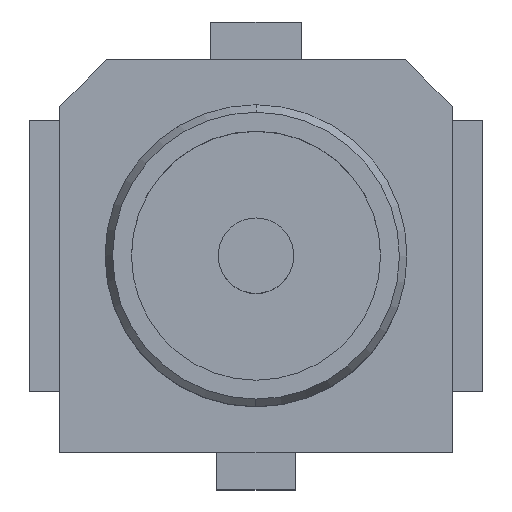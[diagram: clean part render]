
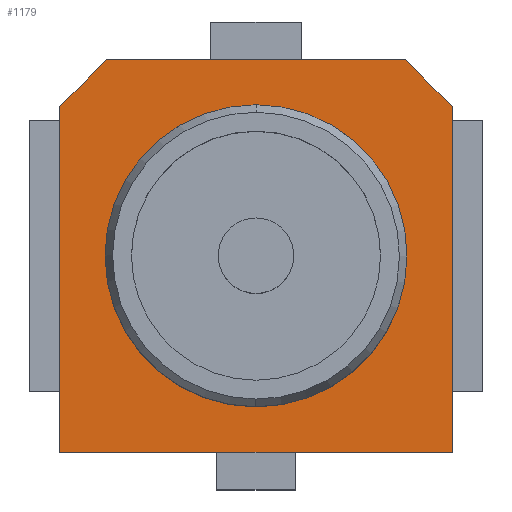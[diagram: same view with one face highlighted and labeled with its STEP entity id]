
A CAD part, top view. The second image highlights one B-rep face of the part: STEP entity #1179.
In plain terms, the highlighted planar face has unit normal (0, 0, 1).
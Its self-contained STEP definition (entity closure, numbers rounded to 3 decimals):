
#68=DIRECTION('',(-1.,0.,0.));
#69=VECTOR('',#68,2.6);
#70=CARTESIAN_POINT('',(1.3,-1.3,-0.9));
#71=LINE('',#70,#69);
#120=DIRECTION('',(0.,1.,0.));
#121=VECTOR('',#120,2.29);
#122=CARTESIAN_POINT('',(-1.3,-1.3,-0.9));
#123=LINE('',#122,#121);
#172=DIRECTION('',(1.,0.,0.));
#173=VECTOR('',#172,1.98);
#174=CARTESIAN_POINT('',(-0.99,1.3,-0.9));
#175=LINE('',#174,#173);
#232=DIRECTION('',(0.,-1.,0.));
#233=VECTOR('',#232,2.29);
#234=CARTESIAN_POINT('',(1.3,0.99,-0.9));
#235=LINE('',#234,#233);
#272=CARTESIAN_POINT('',(0.,0.,-0.9));
#273=DIRECTION('',(0.,0.,-1.));
#274=DIRECTION('',(-0.005,1.,0.));
#275=AXIS2_PLACEMENT_3D('',#272,#273,#274);
#277=CARTESIAN_POINT('',(0.,0.,-0.9));
#278=DIRECTION('',(0.,0.,1.));
#279=DIRECTION('',(-0.005,1.,0.));
#280=AXIS2_PLACEMENT_3D('',#277,#278,#279);
#287=DIRECTION('',(-0.707,-0.707,0.));
#288=VECTOR('',#287,0.438);
#289=CARTESIAN_POINT('',(-0.99,1.3,-0.9));
#290=LINE('',#289,#288);
#291=DIRECTION('',(-0.707,0.707,0.));
#292=VECTOR('',#291,0.438);
#293=CARTESIAN_POINT('',(1.3,0.99,-0.9));
#294=LINE('',#293,#292);
#583=CARTESIAN_POINT('',(1.3,0.99,-0.9));
#585=VERTEX_POINT('',#583);
#587=CARTESIAN_POINT('',(1.3,-1.3,-0.9));
#589=VERTEX_POINT('',#587);
#590=CARTESIAN_POINT('',(0.99,1.3,-0.9));
#591=VERTEX_POINT('',#590);
#592=CARTESIAN_POINT('',(-1.3,-1.3,-0.9));
#593=CARTESIAN_POINT('',(-1.3,0.99,-0.9));
#594=VERTEX_POINT('',#592);
#595=VERTEX_POINT('',#593);
#602=CARTESIAN_POINT('',(-0.99,1.3,-0.9));
#603=VERTEX_POINT('',#602);
#686=CARTESIAN_POINT('',(-0.005,1.,-0.9));
#687=CARTESIAN_POINT('',(0.005,1.,-0.9));
#688=VERTEX_POINT('',#686);
#689=VERTEX_POINT('',#687);
#1160=CARTESIAN_POINT('',(0.,0.,-0.9));
#1161=DIRECTION('',(0.,0.,-1.));
#1162=DIRECTION('',(0.,1.,0.));
#1163=AXIS2_PLACEMENT_3D('',#1160,#1161,#1162);
#1164=PLANE('',#1163);
#1165=ORIENTED_EDGE('',*,*,#907,.T.);
#1166=ORIENTED_EDGE('',*,*,#975,.F.);
#1167=ORIENTED_EDGE('',*,*,#993,.T.);
#1168=ORIENTED_EDGE('',*,*,#1063,.F.);
#1169=ORIENTED_EDGE('',*,*,#1082,.T.);
#1170=ORIENTED_EDGE('',*,*,#832,.T.);
#1171=EDGE_LOOP('',(#1165,#1166,#1167,#1168,#1169,#1170));
#1172=FACE_OUTER_BOUND('',#1171,.F.);
#1174=ORIENTED_EDGE('',*,*,#1173,.F.);
#1176=ORIENTED_EDGE('',*,*,#1175,.T.);
#1177=EDGE_LOOP('',(#1174,#1176));
#1178=FACE_BOUND('',#1177,.F.);
#276=CIRCLE('',#275,1.);
#281=CIRCLE('',#280,1.);
#832=EDGE_CURVE('',#589,#594,#71,.T.);
#907=EDGE_CURVE('',#594,#595,#123,.T.);
#975=EDGE_CURVE('',#603,#595,#290,.T.);
#993=EDGE_CURVE('',#603,#591,#175,.T.);
#1063=EDGE_CURVE('',#585,#591,#294,.T.);
#1082=EDGE_CURVE('',#585,#589,#235,.T.);
#1173=EDGE_CURVE('',#688,#689,#276,.T.);
#1175=EDGE_CURVE('',#688,#689,#281,.T.);
#1179=ADVANCED_FACE('',(#1172,#1178),#1164,.F.);
